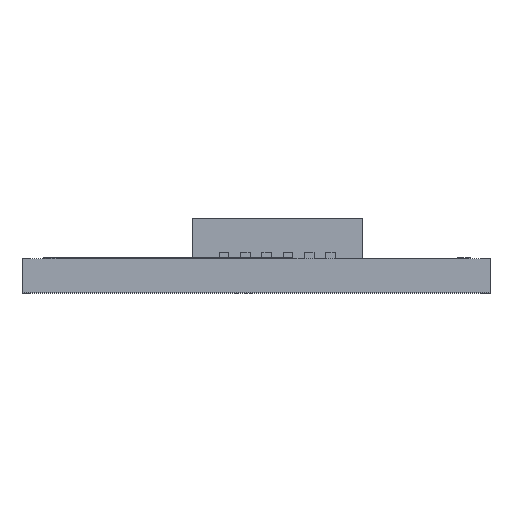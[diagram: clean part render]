
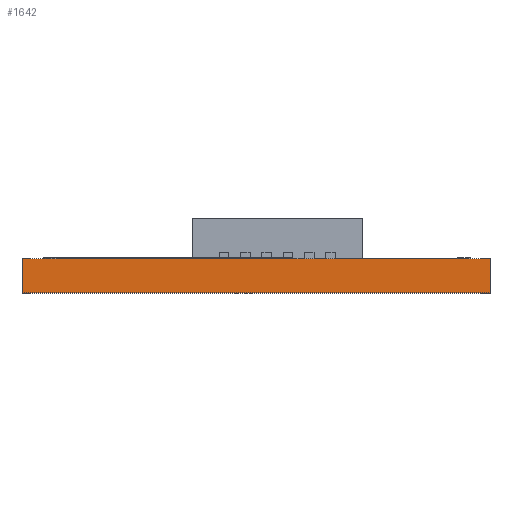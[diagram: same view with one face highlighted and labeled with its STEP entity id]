
A CAD part, top view. The second image highlights one B-rep face of the part: STEP entity #1642.
In plain terms, the highlighted planar face has unit normal (0, 0, 1).
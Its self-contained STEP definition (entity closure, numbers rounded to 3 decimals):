
#1433 = VERTEX_POINT('',#1434);
#1434 = CARTESIAN_POINT('',(-6.,0.,5.6));
#1440 = EDGE_CURVE('',#1433,#1441,#1443,.T.);
#1441 = VERTEX_POINT('',#1442);
#1442 = CARTESIAN_POINT('',(-6.,0.8,5.6));
#1443 = LINE('',#1444,#1445);
#1444 = CARTESIAN_POINT('',(-6.,0.,5.6));
#1445 = VECTOR('',#1446,1.);
#1446 = DIRECTION('',(0.,1.,0.));
#1565 = EDGE_CURVE('',#1441,#1566,#1568,.T.);
#1566 = VERTEX_POINT('',#1567);
#1567 = CARTESIAN_POINT('',(5.,0.8,5.6));
#1568 = LINE('',#1569,#1570);
#1569 = CARTESIAN_POINT('',(5.,0.8,5.6));
#1570 = VECTOR('',#1571,1.);
#1571 = DIRECTION('',(1.,0.,0.));
#1624 = EDGE_CURVE('',#1625,#1566,#1627,.T.);
#1625 = VERTEX_POINT('',#1626);
#1626 = CARTESIAN_POINT('',(5.,0.,5.6));
#1627 = LINE('',#1628,#1629);
#1628 = CARTESIAN_POINT('',(5.,0.,5.6));
#1629 = VECTOR('',#1630,1.);
#1630 = DIRECTION('',(0.,1.,0.));
#1642 = ADVANCED_FACE('',(#1643),#1654,.T.);
#1643 = FACE_BOUND('',#1644,.T.);
#1644 = EDGE_LOOP('',(#1645,#1651,#1652,#1653));
#1645 = ORIENTED_EDGE('',*,*,#1646,.F.);
#1646 = EDGE_CURVE('',#1625,#1433,#1647,.T.);
#1647 = LINE('',#1648,#1649);
#1648 = CARTESIAN_POINT('',(5.,0.,5.6));
#1649 = VECTOR('',#1650,1.);
#1650 = DIRECTION('',(-1.,0.,0.));
#1651 = ORIENTED_EDGE('',*,*,#1624,.T.);
#1652 = ORIENTED_EDGE('',*,*,#1565,.F.);
#1653 = ORIENTED_EDGE('',*,*,#1440,.F.);
#1654 = PLANE('',#1655);
#1655 = AXIS2_PLACEMENT_3D('',#1656,#1657,#1658);
#1656 = CARTESIAN_POINT('',(-6.,0.,5.6));
#1657 = DIRECTION('',(0.,0.,1.));
#1658 = DIRECTION('',(1.,0.,-0.));
